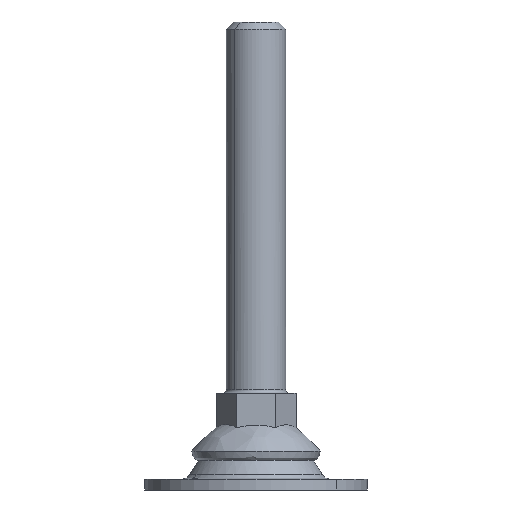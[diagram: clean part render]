
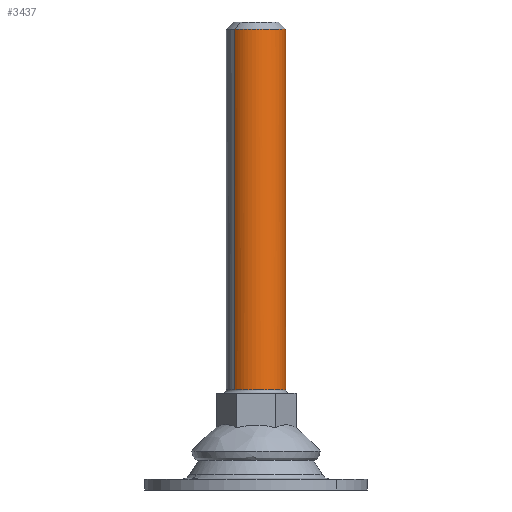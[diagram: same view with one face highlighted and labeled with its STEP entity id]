
A CAD part, front view. The second image highlights one B-rep face of the part: STEP entity #3437.
In plain terms, the highlighted free-form (B-spline) face has degree [2, 1] with [5, 2] control points.
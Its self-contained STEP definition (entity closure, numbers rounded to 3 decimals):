
#3147=CARTESIAN_POINT('',(-5.706,-5.607,124.));
#3148=VERTEX_POINT('',#3147);
#3149=CARTESIAN_POINT('',(-5.776,-5.535,124.0));
#3150=VERTEX_POINT('',#3149);
#3151=CARTESIAN_POINT('',(-5.706,-5.607,124.));
#3152=CARTESIAN_POINT('',(-5.776,-5.535,124.0));
#3153=QUASI_UNIFORM_CURVE('',1,(#3151,#3152),.UNSPECIFIED.,.F.,.U.);
#3154=EDGE_CURVE('',#3148,#3150,#3153,.T.);
#3230=CARTESIAN_POINT('',(0.,-8.,124.0));
#3231=VERTEX_POINT('',#3230);
#3232=CARTESIAN_POINT('',(0.,-8.,124.0));
#3233=CARTESIAN_POINT('',(-0.794,-8.,124.));
#3234=CARTESIAN_POINT('',(-1.952,-7.826,124.));
#3235=CARTESIAN_POINT('',(-3.408,-7.268,124.));
#3236=CARTESIAN_POINT('',(-4.567,-6.622,124.));
#3237=CARTESIAN_POINT('',(-5.312,-6.009,124.));
#3238=CARTESIAN_POINT('',(-5.706,-5.607,124.));
#3239=B_SPLINE_CURVE_WITH_KNOTS('',3,(#3232,#3233,#3234,#3235,#3236,#3237,#3238),.UNSPECIFIED.,.F.,.U.,(4,1,1,1,4),(0.,2.382,3.474,4.666,6.353),.UNSPECIFIED.);
#3240=EDGE_CURVE('',#3231,#3148,#3239,.T.);
#3242=CARTESIAN_POINT('',(8.0,0.0,124.0));
#3243=VERTEX_POINT('',#3242);
#3244=CARTESIAN_POINT('',(8.0,0.0,124.0));
#3245=CARTESIAN_POINT('',(8.,-0.655,124.0));
#3246=CARTESIAN_POINT('',(7.875,-1.669,124.));
#3247=CARTESIAN_POINT('',(7.4,-3.136,124.));
#3248=CARTESIAN_POINT('',(6.825,-4.245,124.));
#3249=CARTESIAN_POINT('',(5.978,-5.372,124.));
#3250=CARTESIAN_POINT('',(5.001,-6.302,124.));
#3251=CARTESIAN_POINT('',(3.735,-7.126,124.));
#3252=CARTESIAN_POINT('',(2.094,-7.806,124.));
#3253=CARTESIAN_POINT('',(0.785,-8.,124.));
#3254=CARTESIAN_POINT('',(0.,-8.,124.0));
#3255=B_SPLINE_CURVE_WITH_KNOTS('',3,(#3244,#3245,#3246,#3247,#3248,#3249,#3250,#3251,#3252,#3253,#3254),.UNSPECIFIED.,.F.,.U.,(4,1,1,1,1,1,1,1,4),(0.,1.964,3.043,4.614,5.694,7.265,8.639,10.21,12.566),.UNSPECIFIED.);
#3256=EDGE_CURVE('',#3243,#3231,#3255,.T.);
#3258=CARTESIAN_POINT('',(5.776,5.535,124.0));
#3259=VERTEX_POINT('',#3258);
#3260=CARTESIAN_POINT('',(5.776,5.535,124.0));
#3261=CARTESIAN_POINT('',(6.106,5.19,124.0));
#3262=CARTESIAN_POINT('',(6.665,4.491,124.));
#3263=CARTESIAN_POINT('',(7.286,3.375,124.));
#3264=CARTESIAN_POINT('',(7.835,1.91,124.));
#3265=CARTESIAN_POINT('',(8.,0.764,124.));
#3266=CARTESIAN_POINT('',(8.0,0.0,124.0));
#3267=B_SPLINE_CURVE_WITH_KNOTS('',3,(#3260,#3261,#3262,#3263,#3264,#3265,#3266),.UNSPECIFIED.,.F.,.U.,(4,1,1,1,4),(0.,1.433,2.674,3.821,6.113),.UNSPECIFIED.);
#3268=EDGE_CURVE('',#3259,#3243,#3267,.T.);
#3303=CARTESIAN_POINT('',(-5.776,-5.535,27.));
#3304=VERTEX_POINT('',#3303);
#3314=CARTESIAN_POINT('',(-5.776,-5.535,124.0));
#3315=CARTESIAN_POINT('',(-5.776,-5.535,27.));
#3316=QUASI_UNIFORM_CURVE('',1,(#3314,#3315),.UNSPECIFIED.,.F.,.U.);
#3317=EDGE_CURVE('',#3150,#3304,#3316,.T.);
#3323=CARTESIAN_POINT('',(5.776,5.535,27.));
#3324=VERTEX_POINT('',#3323);
#3325=CARTESIAN_POINT('',(5.776,5.535,124.0));
#3326=CARTESIAN_POINT('',(5.776,5.535,27.));
#3327=QUASI_UNIFORM_CURVE('',1,(#3325,#3326),.UNSPECIFIED.,.F.,.U.);
#3328=EDGE_CURVE('',#3259,#3324,#3327,.T.);
#3366=CARTESIAN_POINT('',(5.776,5.535,126.425));
#3367=CARTESIAN_POINT('',(11.311,-0.241,126.425));
#3368=CARTESIAN_POINT('',(5.535,-5.776,126.425));
#3369=CARTESIAN_POINT('',(-0.241,-11.311,126.425));
#3370=CARTESIAN_POINT('',(-5.776,-5.535,126.425));
#3371=CARTESIAN_POINT('',(5.776,5.535,24.514));
#3372=CARTESIAN_POINT('',(11.311,-0.241,24.514));
#3373=CARTESIAN_POINT('',(5.535,-5.776,24.514));
#3374=CARTESIAN_POINT('',(-0.241,-11.311,24.514));
#3375=CARTESIAN_POINT('',(-5.776,-5.535,24.514));
#3383=(BOUNDED_SURFACE()B_SPLINE_SURFACE(2,1,((#3366,#3371),(#3367,#3372),(#3368,#3373),(#3369,#3374),(#3370,#3375)),.UNSPECIFIED.,.F.,.F.,.U.)B_SPLINE_SURFACE_WITH_KNOTS((3,2,3),(2,2),(0.0,13.255,26.51),(0.0,101.911),.UNSPECIFIED.)GEOMETRIC_REPRESENTATION_ITEM()RATIONAL_B_SPLINE_SURFACE(((1.0,1.0),(0.707,0.707),(1.0,1.0),(0.707,0.707),(1.0,1.0)))REPRESENTATION_ITEM('')SURFACE());
#3384=CARTESIAN_POINT('',(-0.05,-8.,27.));
#3385=VERTEX_POINT('',#3384);
#3386=CARTESIAN_POINT('',(-5.776,-5.535,27.));
#3387=CARTESIAN_POINT('',(-5.361,-5.969,27.));
#3388=CARTESIAN_POINT('',(-4.561,-6.634,27.));
#3389=CARTESIAN_POINT('',(-3.21,-7.372,27.));
#3390=CARTESIAN_POINT('',(-1.75,-7.865,27.));
#3391=CARTESIAN_POINT('',(-0.65,-7.996,27.));
#3392=CARTESIAN_POINT('',(-0.05,-8.,27.));
#3393=B_SPLINE_CURVE_WITH_KNOTS('',3,(#3386,#3387,#3388,#3389,#3390,#3391,#3392),.UNSPECIFIED.,.F.,.U.,(4,1,1,1,4),(0.,1.801,3.102,4.602,6.403),.UNSPECIFIED.);
#3394=EDGE_CURVE('',#3304,#3385,#3393,.T.);
#3395=ORIENTED_EDGE('',*,*,#3394,.T.);
#3396=CARTESIAN_POINT('',(7.999,-0.101,27.));
#3397=VERTEX_POINT('',#3396);
#3398=CARTESIAN_POINT('',(-0.05,-8.,27.));
#3399=CARTESIAN_POINT('',(0.797,-8.006,27.));
#3400=CARTESIAN_POINT('',(2.2,-7.789,27.));
#3401=CARTESIAN_POINT('',(3.849,-7.062,27.));
#3402=CARTESIAN_POINT('',(5.042,-6.258,27.));
#3403=CARTESIAN_POINT('',(5.969,-5.381,27.));
#3404=CARTESIAN_POINT('',(6.758,-4.339,27.));
#3405=CARTESIAN_POINT('',(7.318,-3.303,27.));
#3406=CARTESIAN_POINT('',(7.831,-1.891,27.));
#3407=CARTESIAN_POINT('',(7.991,-0.818,27.));
#3408=CARTESIAN_POINT('',(7.999,-0.101,27.));
#3409=B_SPLINE_CURVE_WITH_KNOTS('',3,(#3398,#3399,#3400,#3401,#3402,#3403,#3404,#3405,#3406,#3407,#3408),.UNSPECIFIED.,.F.,.U.,(4,1,1,1,1,1,1,1,4),(0.,2.542,4.205,5.378,6.845,8.018,9.289,10.365,12.516),.UNSPECIFIED.);
#3410=EDGE_CURVE('',#3385,#3397,#3409,.T.);
#3411=ORIENTED_EDGE('',*,*,#3410,.T.);
#3412=CARTESIAN_POINT('',(8.0,0.0,27.));
#3413=VERTEX_POINT('',#3412);
#3414=CARTESIAN_POINT('',(7.999,-0.101,27.));
#3415=CARTESIAN_POINT('',(8.0,0.0,27.));
#3416=QUASI_UNIFORM_CURVE('',1,(#3414,#3415),.UNSPECIFIED.,.F.,.U.);
#3417=EDGE_CURVE('',#3397,#3413,#3416,.T.);
#3418=ORIENTED_EDGE('',*,*,#3417,.T.);
#3419=CARTESIAN_POINT('',(8.0,0.0,27.));
#3420=CARTESIAN_POINT('',(8.,0.478,27.));
#3421=CARTESIAN_POINT('',(7.9,1.592,27.));
#3422=CARTESIAN_POINT('',(7.429,3.124,27.));
#3423=CARTESIAN_POINT('',(6.667,4.493,27.));
#3424=CARTESIAN_POINT('',(6.084,5.213,27.));
#3425=CARTESIAN_POINT('',(5.776,5.535,27.));
#3426=B_SPLINE_CURVE_WITH_KNOTS('',3,(#3419,#3420,#3421,#3422,#3423,#3424,#3425),.UNSPECIFIED.,.F.,.U.,(4,1,1,1,4),(0.,1.433,3.343,4.776,6.113),.UNSPECIFIED.);
#3427=EDGE_CURVE('',#3413,#3324,#3426,.T.);
#3428=ORIENTED_EDGE('',*,*,#3427,.T.);
#3429=ORIENTED_EDGE('',*,*,#3328,.F.);
#3430=ORIENTED_EDGE('',*,*,#3268,.T.);
#3431=ORIENTED_EDGE('',*,*,#3256,.T.);
#3432=ORIENTED_EDGE('',*,*,#3240,.T.);
#3433=ORIENTED_EDGE('',*,*,#3154,.T.);
#3434=ORIENTED_EDGE('',*,*,#3317,.T.);
#3435=EDGE_LOOP('',(#3395,#3411,#3418,#3428,#3429,#3430,#3431,#3432,#3433,#3434));
#3436=FACE_OUTER_BOUND('',#3435,.T.);
#3437=ADVANCED_FACE('',(#3436),#3383,.T.);
